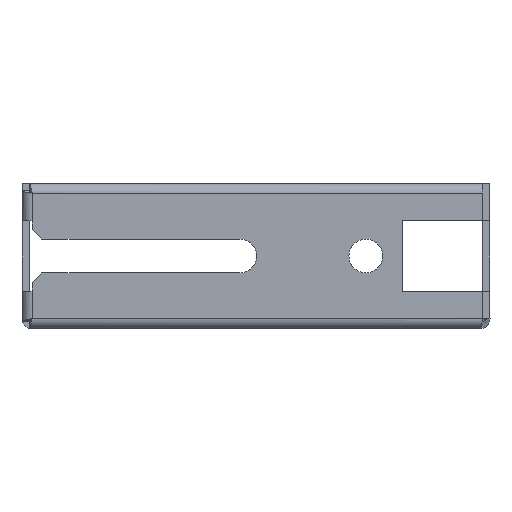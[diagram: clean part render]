
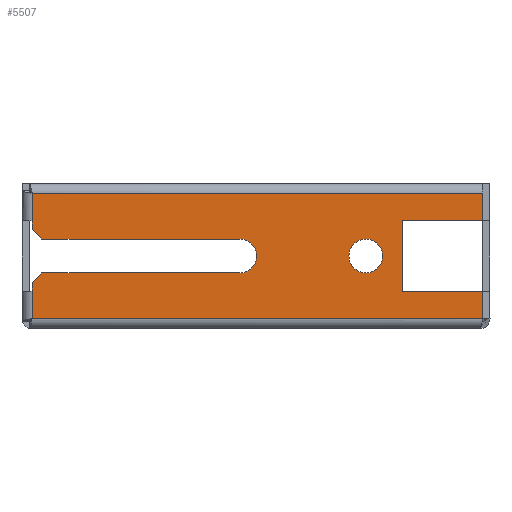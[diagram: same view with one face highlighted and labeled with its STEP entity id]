
A CAD part, left-side view. The second image highlights one B-rep face of the part: STEP entity #5507.
In plain terms, the highlighted planar face has unit normal (-1, 0, 0).
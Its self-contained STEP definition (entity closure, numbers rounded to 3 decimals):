
#145 = CIRCLE ( 'NONE', #2211, 3.5 ) ;
#155 = VECTOR ( 'NONE', #4906, 1000. ) ;
#239 = LINE ( 'NONE', #3087, #6527 ) ;
#271 = VECTOR ( 'NONE', #5934, 1000. ) ;
#296 = ORIENTED_EDGE ( 'NONE', *, *, #1002, .F. ) ;
#357 = DIRECTION ( 'NONE',  ( 0., 0., 1. ) ) ;
#382 = VECTOR ( 'NONE', #357, 1000. ) ;
#435 = EDGE_CURVE ( 'NONE', #2301, #3707, #7612, .T. ) ;
#453 = DIRECTION ( 'NONE',  ( 0., 0., -1. ) ) ;
#473 = CARTESIAN_POINT ( 'NONE',  ( -149.5, -46.15, 6.25 ) ) ;
#681 = ORIENTED_EDGE ( 'NONE', *, *, #5680, .T. ) ;
#712 = DIRECTION ( 'NONE',  ( 0., -1., 0. ) ) ;
#793 = DIRECTION ( 'NONE',  ( 0., 1., 0. ) ) ;
#846 = VECTOR ( 'NONE', #7646, 1000. ) ;
#853 = EDGE_CURVE ( 'NONE', #3707, #1452, #5617, .T. ) ;
#874 = ORIENTED_EDGE ( 'NONE', *, *, #1149, .F. ) ;
#966 = VECTOR ( 'NONE', #4637, 1000. ) ;
#974 = VECTOR ( 'NONE', #4736, 1000. ) ;
#1002 = EDGE_CURVE ( 'NONE', #7347, #2185, #4667, .T. ) ;
#1139 = VECTOR ( 'NONE', #7008, 1000. ) ;
#1149 = EDGE_CURVE ( 'NONE', #2301, #3923, #4054, .T. ) ;
#1260 = AXIS2_PLACEMENT_3D ( 'NONE', #7368, #3490, #7973 ) ;
#1426 = VECTOR ( 'NONE', #2306, 1000. ) ;
#1452 = VERTEX_POINT ( 'NONE', #4496 ) ;
#1471 = CARTESIAN_POINT ( 'NONE',  ( -149.5, 44.15, 17. ) ) ;
#1485 = LINE ( 'NONE', #3873, #271 ) ;
#1491 = LINE ( 'NONE', #8096, #2909 ) ;
#1515 = ORIENTED_EDGE ( 'NONE', *, *, #2354, .T. ) ;
#1539 = EDGE_CURVE ( 'NONE', #6704, #2203, #7053, .T. ) ;
#1559 = CARTESIAN_POINT ( 'NONE',  ( -149.5, 46.75, 0.6 ) ) ;
#1663 = CARTESIAN_POINT ( 'NONE',  ( -149.5, 3.35, 10. ) ) ;
#1709 = ORIENTED_EDGE ( 'NONE', *, *, #3957, .F. ) ;
#1827 = AXIS2_PLACEMENT_3D ( 'NONE', #2850, #7329, #3443 ) ;
#2083 = ORIENTED_EDGE ( 'NONE', *, *, #1539, .T. ) ;
#2162 = CARTESIAN_POINT ( 'NONE',  ( -149.5, 46.15, 19. ) ) ;
#2185 = VERTEX_POINT ( 'NONE', #7771 ) ;
#2203 = VERTEX_POINT ( 'NONE', #3918 ) ;
#2211 = AXIS2_PLACEMENT_3D ( 'NONE', #7931, #4058, #453 ) ;
#2241 = VERTEX_POINT ( 'NONE', #4588 ) ;
#2301 = VERTEX_POINT ( 'NONE', #4001 ) ;
#2302 = PLANE ( 'NONE',  #4176 ) ;
#2306 = DIRECTION ( 'NONE',  ( 0., -0.707, 0.707 ) ) ;
#2313 = CIRCLE ( 'NONE', #1260, 3.5 ) ;
#2354 = EDGE_CURVE ( 'NONE', #2241, #3537, #5911, .T. ) ;
#2374 = CARTESIAN_POINT ( 'NONE',  ( -149.5, -30.15, 6.25 ) ) ;
#2387 = VERTEX_POINT ( 'NONE', #1663 ) ;
#2435 = CARTESIAN_POINT ( 'NONE',  ( -149.5, 3.35, 17. ) ) ;
#2436 = CARTESIAN_POINT ( 'NONE',  ( -149.5, -46.74, 26.4 ) ) ;
#2463 = ORIENTED_EDGE ( 'NONE', *, *, #435, .T. ) ;
#2497 = EDGE_LOOP ( 'NONE', ( #6582, #1709, #3297, #5023, #6778, #296, #3492, #5262, #6975, #2083, #3679, #681, #7346, #874, #2463, #4061 ) ) ;
#2613 = EDGE_CURVE ( 'NONE', #3049, #7347, #1491, .T. ) ;
#2667 = CARTESIAN_POINT ( 'NONE',  ( -149.5, -46.74, 20.75 ) ) ;
#2770 = CARTESIAN_POINT ( 'NONE',  ( -149.5, 46.15, 0.6 ) ) ;
#2803 = VECTOR ( 'NONE', #3340, 1000. ) ;
#2850 = CARTESIAN_POINT ( 'NONE',  ( -149.5, -22.65, 13.5 ) ) ;
#2907 = DIRECTION ( 'NONE',  ( 1., 0., 0. ) ) ;
#2909 = VECTOR ( 'NONE', #4905, 1000. ) ;
#3000 = EDGE_CURVE ( 'NONE', #3049, #6361, #4036, .T. ) ;
#3049 = VERTEX_POINT ( 'NONE', #5886 ) ;
#3087 = CARTESIAN_POINT ( 'NONE',  ( -149.5, 3.35, 10. ) ) ;
#3109 = ORIENTED_EDGE ( 'NONE', *, *, #7537, .T. ) ;
#3144 = EDGE_CURVE ( 'NONE', #5692, #1452, #1485, .T. ) ;
#3161 = CARTESIAN_POINT ( 'NONE',  ( -149.5, 46.15, 26.4 ) ) ;
#3297 = ORIENTED_EDGE ( 'NONE', *, *, #5362, .F. ) ;
#3308 = EDGE_CURVE ( 'NONE', #6704, #6361, #5586, .T. ) ;
#3340 = DIRECTION ( 'NONE',  ( 0., 0., 1. ) ) ;
#3345 = CARTESIAN_POINT ( 'NONE',  ( -149.5, -46.74, 0.6 ) ) ;
#3443 = DIRECTION ( 'NONE',  ( 0., 0., -1. ) ) ;
#3464 = CARTESIAN_POINT ( 'NONE',  ( -149.5, -30.15, 20.75 ) ) ;
#3490 = DIRECTION ( 'NONE',  ( 1., 0., 0. ) ) ;
#3492 = ORIENTED_EDGE ( 'NONE', *, *, #2613, .F. ) ;
#3537 = VERTEX_POINT ( 'NONE', #6856 ) ;
#3642 = FACE_OUTER_BOUND ( 'NONE', #2497, .T. ) ;
#3679 = ORIENTED_EDGE ( 'NONE', *, *, #4221, .T. ) ;
#3707 = VERTEX_POINT ( 'NONE', #6379 ) ;
#3803 = CARTESIAN_POINT ( 'NONE',  ( -149.5, 3.35, 17. ) ) ;
#3864 = VECTOR ( 'NONE', #7519, 1000. ) ;
#3873 = CARTESIAN_POINT ( 'NONE',  ( -149.5, 46.15, 19. ) ) ;
#3918 = CARTESIAN_POINT ( 'NONE',  ( -149.5, -46.74, 6.25 ) ) ;
#3923 = VERTEX_POINT ( 'NONE', #2667 ) ;
#3957 = EDGE_CURVE ( 'NONE', #6425, #5692, #7167, .T. ) ;
#3988 = CARTESIAN_POINT ( 'NONE',  ( -149.5, 46.15, 26.4 ) ) ;
#4001 = CARTESIAN_POINT ( 'NONE',  ( -149.5, -46.74, 26.4 ) ) ;
#4036 = LINE ( 'NONE', #3161, #846 ) ;
#4054 = LINE ( 'NONE', #2436, #3864 ) ;
#4058 = DIRECTION ( 'NONE',  ( -1., 0., 0. ) ) ;
#4061 = ORIENTED_EDGE ( 'NONE', *, *, #853, .T. ) ;
#4166 = LINE ( 'NONE', #473, #974 ) ;
#4176 = AXIS2_PLACEMENT_3D ( 'NONE', #5491, #2907, #7389 ) ;
#4216 = CARTESIAN_POINT ( 'NONE',  ( -149.5, -46.15, 20.75 ) ) ;
#4221 = EDGE_CURVE ( 'NONE', #2203, #6842, #4166, .T. ) ;
#4496 = CARTESIAN_POINT ( 'NONE',  ( -149.5, 46.15, 20.75 ) ) ;
#4588 = CARTESIAN_POINT ( 'NONE',  ( -149.5, -22.65, 10. ) ) ;
#4611 = VERTEX_POINT ( 'NONE', #2435 ) ;
#4637 = DIRECTION ( 'NONE',  ( 0., 0., -1. ) ) ;
#4667 = LINE ( 'NONE', #5531, #1426 ) ;
#4736 = DIRECTION ( 'NONE',  ( 0., 1., 0. ) ) ;
#4905 = DIRECTION ( 'NONE',  ( 0., 0., 1. ) ) ;
#4906 = DIRECTION ( 'NONE',  ( 0., -1., 0. ) ) ;
#4984 = VECTOR ( 'NONE', #793, 1000. ) ;
#5023 = ORIENTED_EDGE ( 'NONE', *, *, #6652, .F. ) ;
#5085 = LINE ( 'NONE', #4216, #155 ) ;
#5197 = EDGE_LOOP ( 'NONE', ( #1515, #3109 ) ) ;
#5262 = ORIENTED_EDGE ( 'NONE', *, *, #3000, .T. ) ;
#5362 = EDGE_CURVE ( 'NONE', #4611, #6425, #6944, .T. ) ;
#5387 = DIRECTION ( 'NONE',  ( 0., 1., 0. ) ) ;
#5491 = CARTESIAN_POINT ( 'NONE',  ( -149.5, 46.75, 27. ) ) ;
#5507 = ADVANCED_FACE ( 'NONE', ( #5895, #3642 ), #2302, .F. ) ;
#5515 = VECTOR ( 'NONE', #7162, 1000. ) ;
#5531 = CARTESIAN_POINT ( 'NONE',  ( -149.5, 44.15, 10. ) ) ;
#5586 = LINE ( 'NONE', #1559, #5992 ) ;
#5617 = LINE ( 'NONE', #3988, #966 ) ;
#5680 = EDGE_CURVE ( 'NONE', #6842, #6515, #6088, .T. ) ;
#5692 = VERTEX_POINT ( 'NONE', #2162 ) ;
#5886 = CARTESIAN_POINT ( 'NONE',  ( -149.5, 46.15, 6.25 ) ) ;
#5895 = FACE_BOUND ( 'NONE', #5197, .T. ) ;
#5911 = CIRCLE ( 'NONE', #1827, 3.5 ) ;
#5934 = DIRECTION ( 'NONE',  ( 0., 0., 1. ) ) ;
#5992 = VECTOR ( 'NONE', #5387, 1000. ) ;
#6088 = LINE ( 'NONE', #7223, #2803 ) ;
#6092 = CARTESIAN_POINT ( 'NONE',  ( -149.5, 44.15, 17. ) ) ;
#6361 = VERTEX_POINT ( 'NONE', #2770 ) ;
#6379 = CARTESIAN_POINT ( 'NONE',  ( -149.5, 46.15, 26.4 ) ) ;
#6400 = CARTESIAN_POINT ( 'NONE',  ( -149.5, -46.15, 26.4 ) ) ;
#6425 = VERTEX_POINT ( 'NONE', #6092 ) ;
#6515 = VERTEX_POINT ( 'NONE', #3464 ) ;
#6527 = VECTOR ( 'NONE', #712, 1000. ) ;
#6582 = ORIENTED_EDGE ( 'NONE', *, *, #3144, .F. ) ;
#6652 = EDGE_CURVE ( 'NONE', #2387, #4611, #145, .T. ) ;
#6704 = VERTEX_POINT ( 'NONE', #7353 ) ;
#6778 = ORIENTED_EDGE ( 'NONE', *, *, #7861, .F. ) ;
#6842 = VERTEX_POINT ( 'NONE', #2374 ) ;
#6856 = CARTESIAN_POINT ( 'NONE',  ( -149.5, -22.65, 17. ) ) ;
#6911 = EDGE_CURVE ( 'NONE', #6515, #3923, #5085, .T. ) ;
#6944 = LINE ( 'NONE', #3803, #4984 ) ;
#6975 = ORIENTED_EDGE ( 'NONE', *, *, #3308, .F. ) ;
#7008 = DIRECTION ( 'NONE',  ( 0., 1., 0. ) ) ;
#7053 = LINE ( 'NONE', #3345, #382 ) ;
#7162 = DIRECTION ( 'NONE',  ( 0., 0.707, 0.707 ) ) ;
#7167 = LINE ( 'NONE', #1471, #5515 ) ;
#7213 = CARTESIAN_POINT ( 'NONE',  ( -149.5, 46.15, 8. ) ) ;
#7223 = CARTESIAN_POINT ( 'NONE',  ( -149.5, -30.15, 20.75 ) ) ;
#7329 = DIRECTION ( 'NONE',  ( 1., 0., 0. ) ) ;
#7346 = ORIENTED_EDGE ( 'NONE', *, *, #6911, .T. ) ;
#7347 = VERTEX_POINT ( 'NONE', #7213 ) ;
#7353 = CARTESIAN_POINT ( 'NONE',  ( -149.5, -46.74, 0.6 ) ) ;
#7368 = CARTESIAN_POINT ( 'NONE',  ( -149.5, -22.65, 13.5 ) ) ;
#7389 = DIRECTION ( 'NONE',  ( 0., 0., -1. ) ) ;
#7519 = DIRECTION ( 'NONE',  ( 0., 0., -1. ) ) ;
#7537 = EDGE_CURVE ( 'NONE', #3537, #2241, #2313, .T. ) ;
#7612 = LINE ( 'NONE', #6400, #1139 ) ;
#7646 = DIRECTION ( 'NONE',  ( 0., 0., -1. ) ) ;
#7771 = CARTESIAN_POINT ( 'NONE',  ( -149.5, 44.15, 10. ) ) ;
#7861 = EDGE_CURVE ( 'NONE', #2185, #2387, #239, .T. ) ;
#7931 = CARTESIAN_POINT ( 'NONE',  ( -149.5, 3.35, 13.5 ) ) ;
#7973 = DIRECTION ( 'NONE',  ( 0., 0., -1. ) ) ;
#8096 = CARTESIAN_POINT ( 'NONE',  ( -149.5, 46.15, 6.25 ) ) ;
